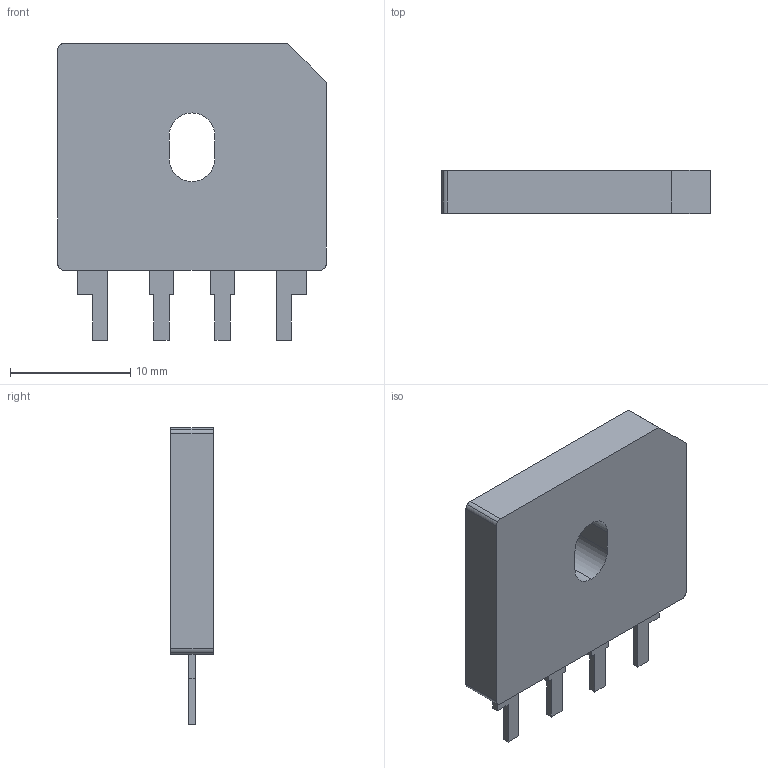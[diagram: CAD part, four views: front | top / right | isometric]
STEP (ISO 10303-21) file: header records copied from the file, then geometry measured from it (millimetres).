
FILE_DESCRIPTION((''),'2;1');
FILE_NAME('GBU.stp','2009-04-01T08:43:14',(''),(''),'Mechanical Desktop 2006','Mechanical Desktop 2006',', , ');
FILE_SCHEMA(('AUTOMOTIVE_DESIGN { 1 2 10303 214 0 1 1 1 }'));
Length unit declared in the file: millimetre
Products named in the file (1): Product
Bounding box: 22.3 x 3.56 x 24.63 mm (x, y, z)
Volume: 1428.7 mm3; surface area: 1242.3 mm2
Topology: 5 solids, 5 shells, 55 faces, 135 edges, 90 vertices
Faces by surface type: plane 45, cylinder 10
Entity records: 1661 total; most frequent: CARTESIAN_POINT 281, ORIENTED_EDGE 270, DIRECTION 267, EDGE_CURVE 135, VECTOR 115, LINE 115, VERTEX_POINT 90, AXIS2_PLACEMENT_3D 76
